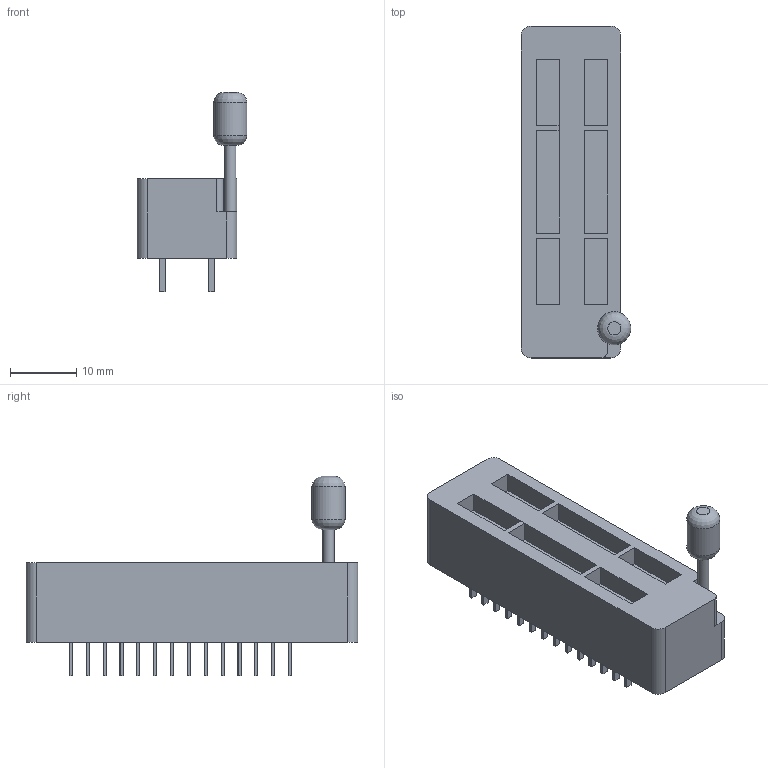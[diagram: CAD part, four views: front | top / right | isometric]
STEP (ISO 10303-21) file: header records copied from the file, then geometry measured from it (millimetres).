
FILE_DESCRIPTION(('FreeCAD Model'),'2;1');
FILE_NAME('Ziff1.step', '2020-06-05T12:40:18',('kicad StepUp'),('ksu MCAD'), 'Open CASCADE STEP processor 7.3','FreeCAD','Unknown');
FILE_SCHEMA(('CONFIG_CONTROL_DESIGN','SHAPE_APPEARANCE_LAYER_MIM'));
Length unit declared in the file: millimetre
Products named in the file (1): Ziff1
Bounding box: 16.53 x 50 x 30 mm (x, y, z)
Volume: 8401.9 mm3; surface area: 4149.1 mm2
Topology: 1 solids, 1 shells, 190 faces, 459 edges, 306 vertices
Faces by surface type: plane 180, cylinder 8, revolution 2
Full cylindrical faces by diameter (mm): 1.7 x1, 5 x1
Entity records: 6836 total; most frequent: CARTESIAN_POINT 976, ORIENTED_EDGE 918, DIRECTION 859, EDGE_CURVE 459, LINE 439, VECTOR 439, VERTEX_POINT 306, FACE_BOUND 225
